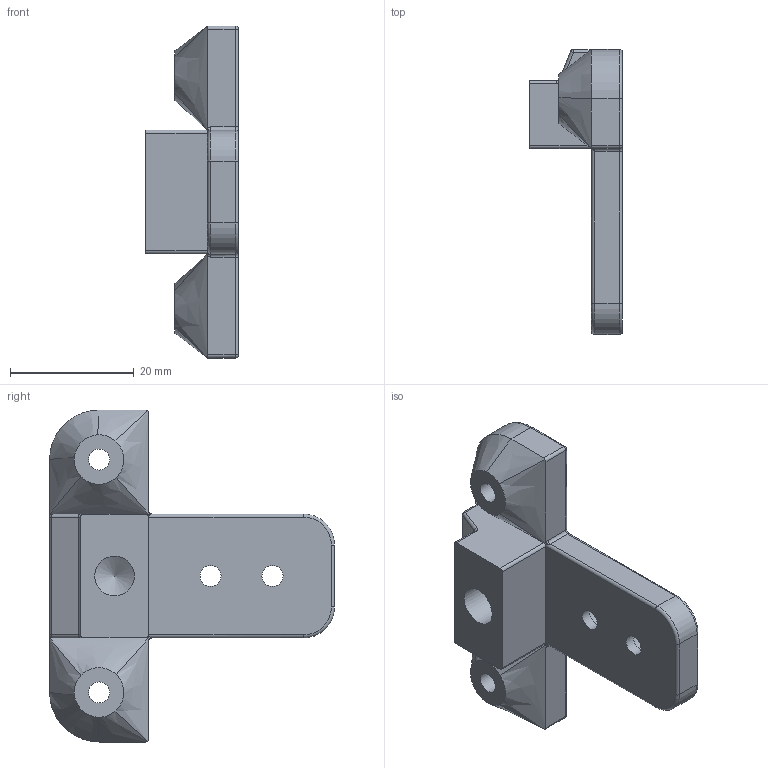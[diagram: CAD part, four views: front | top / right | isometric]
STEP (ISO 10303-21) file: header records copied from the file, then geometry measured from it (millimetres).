
FILE_DESCRIPTION(/* description */ (''),/* implementation_level */ '2;1');
FILE_NAME(/* name */ 'IdlerBracket_Nuts.stp',/* time_stamp */ '2023-12-27T23:15:11+01:00',/* author */ ('denni'),/* organization */ (''),/* preprocessor_version */ 'ST-DEVELOPER v19.2',/* originating_system */ 'Autodesk Inventor 2024',/* authorisation */ '');
FILE_SCHEMA (('AUTOMOTIVE_DESIGN { 1 0 10303 214 3 1 1 }'));
Length unit declared in the file: millimetre
Products named in the file (1): IdlerBracket_Nuts
Bounding box: 15 x 46 x 53.6 mm (x, y, z)
Volume: 10154.6 mm3; surface area: 5175.6 mm2
Topology: 1 solids, 1 shells, 97 faces, 238 edges, 147 vertices
Faces by surface type: cylinder 36, plane 34, torus 12, bspline 10, sphere 4, cone 1
Full cylindrical faces by diameter (mm): 3.4 x4, 6.4 x1, 6.5 x2
Entity records: 3257 total; most frequent: CARTESIAN_POINT 923, DIRECTION 477, ORIENTED_EDGE 474, EDGE_CURVE 237, AXIS2_PLACEMENT_3D 176, VERTEX_POINT 147, LINE 125, VECTOR 125
